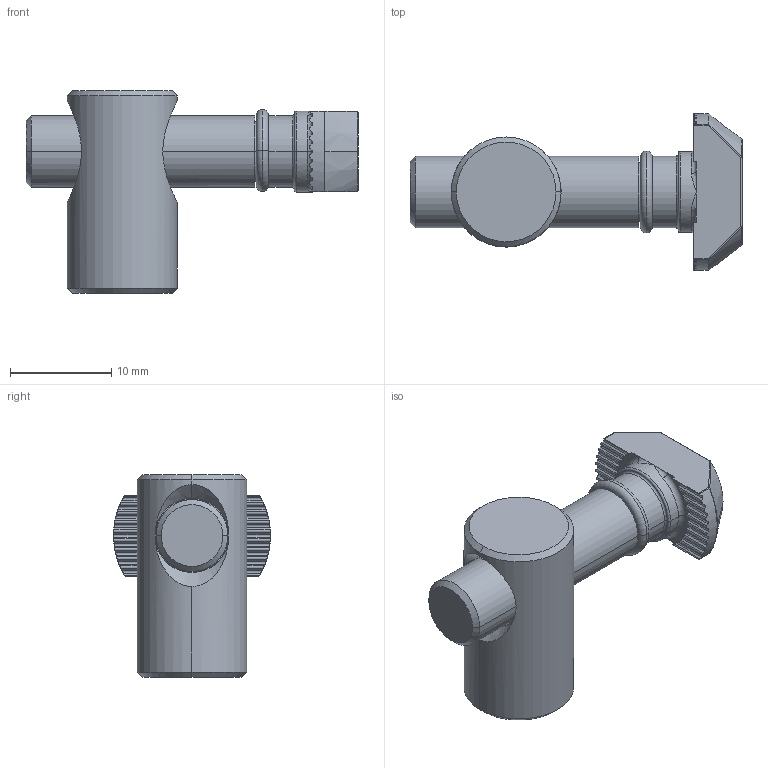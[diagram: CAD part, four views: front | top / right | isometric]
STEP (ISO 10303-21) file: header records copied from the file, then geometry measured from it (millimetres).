
FILE_DESCRIPTION((''),'2;1');
FILE_NAME('11154_CNTR_KONEKTOR_U8_90ST_ASM','2022-09-16T14:04:01',('PredragRovcanin'),('Audax d.o.o.'),'CREO PARAMETRIC BY PTC INC, 2020281','CREO PARAMETRIC BY PTC INC, 2020281','');
FILE_SCHEMA(('AUTOMOTIVE_DESIGN { 1 0 10303 214 1 1 1 1 }'));
Length unit declared in the file: millimetre
Products named in the file (5): 11154_CNTR_KONEKTOR_U8_90ST_A; 11154_CNTR_KONEKTOR_U8_90ST_B; 11154_CNTR_KONEKTOR_U8_90ST_C; 11154_CNTR_KONEKTOR_U8_90ST_D; 11154_CNTR_KONEKTOR_U8_90ST_ASM
Assembly tree (4 placements, depth 2):
  11154_CNTR_KONEKTOR_U8_90ST_ASM
    11154_CNTR_KONEKTOR_U8_90ST_A
    11154_CNTR_KONEKTOR_U8_90ST_B
    11154_CNTR_KONEKTOR_U8_90ST_C
    11154_CNTR_KONEKTOR_U8_90ST_D
Bounding box: 32.8 x 15.5 x 20 mm (x, y, z)
Volume: 2883.4 mm3; surface area: 2608.6 mm2
Topology: 4 solids, 4 shells, 205 faces, 526 edges, 318 vertices
Faces by surface type: cylinder 83, plane 62, cone 21, torus 21, sphere 10, bspline 8
Entity records: 12288 total; most frequent: CARTESIAN_POINT 2615, ORIENTED_EDGE 1026, DIRECTION 874, PRESENTATION_STYLE_ASSIGNMENT 727, STYLED_ITEM 522, CURVE_STYLE 518, EDGE_CURVE 513, FILL_AREA_STYLE_COLOUR 410
